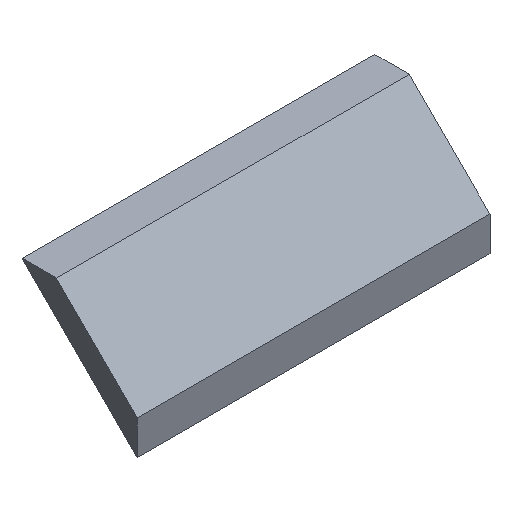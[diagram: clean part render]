
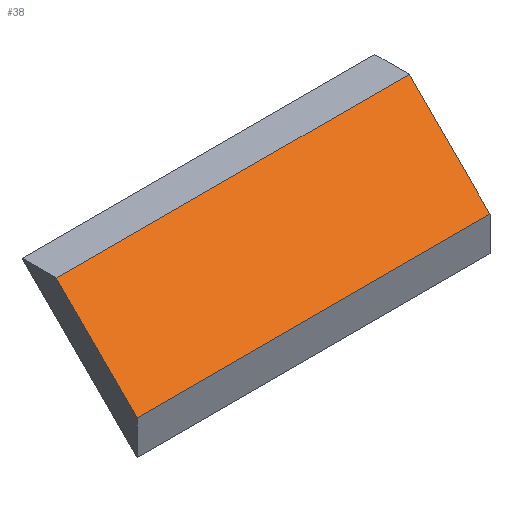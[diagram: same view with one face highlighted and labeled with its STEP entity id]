
A CAD part, isometric view. The second image highlights one B-rep face of the part: STEP entity #38.
In plain terms, the highlighted planar face has unit normal (0, -0.707, 0.707).
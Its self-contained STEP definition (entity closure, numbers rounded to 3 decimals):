
#38=ADVANCED_FACE('',(#50),#44,.F.);
#44=PLANE('',#131);
#50=FACE_OUTER_BOUND('',#56,.T.);
#56=EDGE_LOOP('',(#74,#75,#76,#77));
#74=ORIENTED_EDGE('',*,*,#92,.F.);
#75=ORIENTED_EDGE('',*,*,#100,.T.);
#76=ORIENTED_EDGE('',*,*,#101,.F.);
#77=ORIENTED_EDGE('',*,*,#94,.F.);
#84=VERTEX_POINT('',#164);
#85=VERTEX_POINT('',#166);
#86=VERTEX_POINT('',#170);
#89=VERTEX_POINT('',#180);
#92=EDGE_CURVE('',#84,#85,#104,.T.);
#94=EDGE_CURVE('',#85,#86,#106,.T.);
#100=EDGE_CURVE('',#84,#89,#112,.T.);
#101=EDGE_CURVE('',#86,#89,#113,.T.);
#104=LINE('',#165,#116);
#106=LINE('',#169,#118);
#112=LINE('',#181,#124);
#113=LINE('',#183,#125);
#116=VECTOR('',#137,1.);
#118=VECTOR('',#141,1.);
#124=VECTOR('',#151,1.);
#125=VECTOR('',#154,1.);
#131=AXIS2_PLACEMENT_3D('',#184,#155,#156);
#137=DIRECTION('',(0.,-0.707,-0.707));
#141=DIRECTION('',(-1.,0.,0.));
#151=DIRECTION('',(-1.,0.,0.));
#154=DIRECTION('',(0.,0.707,0.707));
#155=DIRECTION('',(0.,0.707,-0.707));
#156=DIRECTION('',(0.,0.707,0.707));
#164=CARTESIAN_POINT('',(138.,63.13,118.));
#165=CARTESIAN_POINT('',(138.,63.13,118.));
#166=CARTESIAN_POINT('',(138.,0.,54.87));
#169=CARTESIAN_POINT('',(1366.2,0.,54.87));
#170=CARTESIAN_POINT('',(-138.,0.,54.87));
#180=CARTESIAN_POINT('',(-138.,63.13,118.));
#181=CARTESIAN_POINT('',(1366.2,63.13,118.));
#183=CARTESIAN_POINT('',(-138.,63.13,118.));
#184=CARTESIAN_POINT('',(1366.2,63.13,118.));
